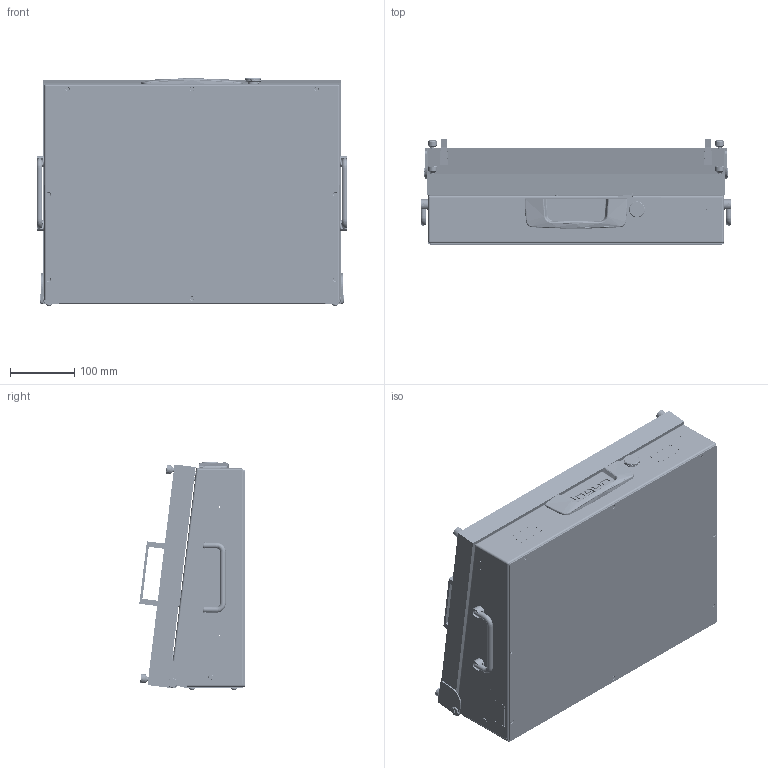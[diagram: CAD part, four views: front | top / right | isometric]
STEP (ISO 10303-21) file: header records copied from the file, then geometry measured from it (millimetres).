
FILE_DESCRIPTION (( 'STEP AP214' ), '1' );
FILE_NAME ('INGUN_114633.STEP', '2025-07-15T14:53:04', ( '' ), ( '' ), 'SwSTEP 2.0', 'SolidWorks 2023', '' );
FILE_SCHEMA (( 'AUTOMOTIVE_DESIGN' ));
Length unit declared in the file: millimetre
Products named in the file (67): ISO7380~n_M03,0x006; DIN985-A2~n_M04,0; ISO7380~n_M03,0x005; 114196_003~0; 116281~0_S; 113751~1_S; Gewindebuchse~n_M04-05,0 geschlossen; 34848~0_flexibel<Standard>; 112838~2_S; INGUN_114633; 114196~0; 113753~3_S; 116284~0_S; ASR~asr_Øi05,2x03xØa10; 5332~0; 113784~2_S; 11657~0; ISO7380~n_M04,0x008; 115767~1_S; DIN913~n_M03,0x06; DIN934~n_M04,0 A2; 2196~7; DIN125~n_05,3 M05,0 Fase; 116542~2_S; DIN912~n_M04,0x016; 116128~1_S; 114607~0_S; DIN125~n_04,3 M04,0; 113712~1; 113673~0_S; 104093~2_KUNDE<S>; 116283~0_S; 49317~0; INFO_4562~3_Typenschild 1010; DIN7991~n_M04,0x012; ISO7380~n_M04,0x012; 112026~0_Mitte<S>; 113711~0_S; 113752~1_S; Gewindebuchse~n_M04-07,5 offen ...
Assembly tree (138 placements, depth 5):
  INGUN_114633
    113783~4_S
      113784~2_S
      32171~1_S
      112024~0_S
      112025~4_S
      DIN125~n_04,3 M04,0
      DIN985-A2~n_M04,0
      DIN912~n_M04,0x016
      112026~0_Mitte<S>
      112992~2_S  x2
      49317~0  x2
      ISO7380~n_M03,0x005
      114196~0  x2
        114196_001~0
        114196_002~0
        114196_003~0
        114196_004~0_S
      114364~0_S
      DIN934~n_M04,0 A2
      116832~0_S
        116542~2_S
        DIN913~n_M03,0x06
        114364~0_S
    113750~4_KUNDE<S>
      115767~1_S
        113751~1_S
        Gewindebuchse~n_M04-07,5 offen  x4
        Gewindebuchse~n_M04-05,0 geschlossen  x7
      113752~1_S
      113753~3_S
      104093~2_KUNDE<S>
      105791~0  x4
      ASR~asr_Øi05,2x03xØa10  x12
      112838~2_S  x4
      116281~0_S  x2
        116282~0_S
          116283~0_S
          DIN125~n_05,3 M05,0 Fase
          116284~0_S
        49317~0
        ISO7380~n_M04,0x006
      42751~1_S
      116128~1_S  x2
      1607~1  x2
      ISO7380~n_M04,0x012  x4
      19420~3
      11657~0
      11655~0
      11683~0
      ISO7380~n_M03,0x006  x6
      DIN_6799_-_A2~n_d 5  x4
      DIN7~n_04,0m6x004  x2
      DIN985-A2~n_M04,0  x2
      2196~7  x2
      DIN7991~n_M04,0x012  x2
      2229~6  x2
      5332~0  x2
      INFO_4562~3_Typenschild 1010
      114607~0_S
Bounding box: 484 x 164.14 x 355.1 mm (x, y, z)
Volume: 3628408.6 mm3; surface area: 1783508.1 mm2
Topology: 143 solids, 143 shells, 8233 faces, 19463 edges, 11859 vertices
Faces by surface type: plane 3039, bspline 2381, cylinder 2299, cone 348, torus 146, sphere 20
Entity records: 222040 total; most frequent: CARTESIAN_POINT 119572, ORIENTED_EDGE 23692, DIRECTION 14911, EDGE_CURVE 11846, VERTEX_POINT 7028, EDGE_LOOP 5594, AXIS2_PLACEMENT_3D 5547, FACE_OUTER_BOUND 5121
